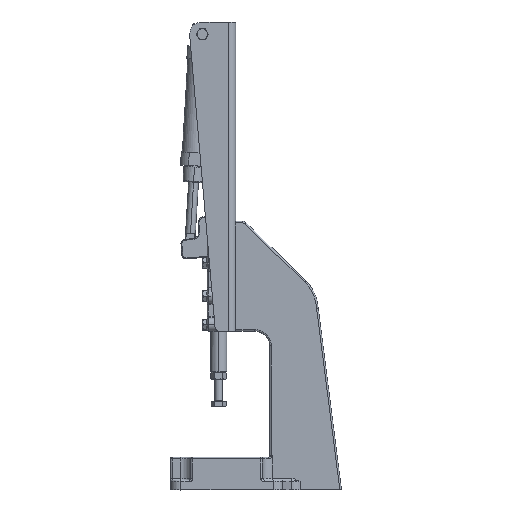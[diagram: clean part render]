
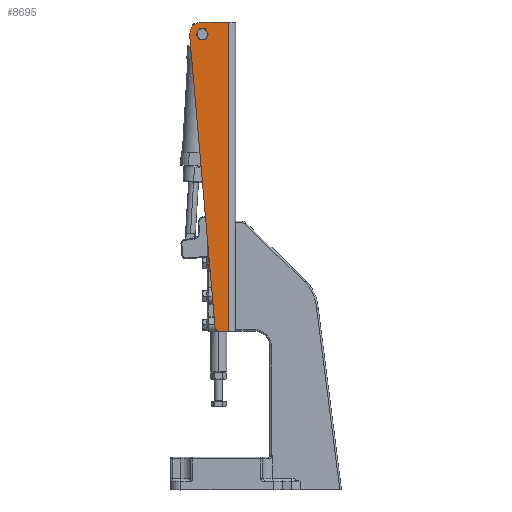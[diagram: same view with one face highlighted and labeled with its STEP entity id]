
A CAD part, top view. The second image highlights one B-rep face of the part: STEP entity #8695.
In plain terms, the highlighted planar face has unit normal (0, 0, 1).
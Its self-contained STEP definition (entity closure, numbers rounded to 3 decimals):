
#1106 = CIRCLE ( 'NONE', #51654, 5. ) ;
#1389 = EDGE_CURVE ( 'NONE', #25793, #52890, #8306, .T. ) ;
#2242 = ORIENTED_EDGE ( 'NONE', *, *, #26205, .F. ) ;
#3013 = DIRECTION ( 'NONE',  ( 0., 0., 1. ) ) ;
#3316 = ORIENTED_EDGE ( 'NONE', *, *, #29453, .F. ) ;
#3901 = VECTOR ( 'NONE', #38687, 1000. ) ;
#4612 = ORIENTED_EDGE ( 'NONE', *, *, #1389, .T. ) ;
#5593 = CARTESIAN_POINT ( 'NONE',  ( -67.5, 17.415, 38. ) ) ;
#6042 = CARTESIAN_POINT ( 'NONE',  ( 296.202, 53.585, 38. ) ) ;
#6224 = ORIENTED_EDGE ( 'NONE', *, *, #38440, .F. ) ;
#6830 = ORIENTED_EDGE ( 'NONE', *, *, #9872, .T. ) ;
#6881 = FACE_BOUND ( 'NONE', #23465, .T. ) ;
#8306 = CIRCLE ( 'NONE', #19569, 15. ) ;
#8695 = ADVANCED_FACE ( 'NONE', ( #38804, #6881 ), #41646, .T. ) ;
#9872 = EDGE_CURVE ( 'NONE', #26719, #22219, #1106, .T. ) ;
#9975 = CARTESIAN_POINT ( 'NONE',  ( -62.5, 17.415, 38. ) ) ;
#10277 = LINE ( 'NONE', #38326, #42264 ) ;
#12452 = CARTESIAN_POINT ( 'NONE',  ( -67.5, 6., 38. ) ) ;
#14127 = DIRECTION ( 'NONE',  ( 1., 0., 0. ) ) ;
#15443 = DIRECTION ( 'NONE',  ( 0., 0., 1. ) ) ;
#16591 = ORIENTED_EDGE ( 'NONE', *, *, #27246, .T. ) ;
#17559 = CIRCLE ( 'NONE', #37268, 6.5 ) ;
#18650 = ORIENTED_EDGE ( 'NONE', *, *, #18688, .T. ) ;
#18675 = VERTEX_POINT ( 'NONE', #38311 ) ;
#18688 = EDGE_CURVE ( 'NONE', #52890, #26719, #37104, .T. ) ;
#19569 = AXIS2_PLACEMENT_3D ( 'NONE', #27957, #3013, #32100 ) ;
#20445 = CARTESIAN_POINT ( 'NONE',  ( -67.5, 53.927, 38. ) ) ;
#20808 = DIRECTION ( 'NONE',  ( 0., -1., 0. ) ) ;
#20990 = DIRECTION ( 'NONE',  ( 0., -1., 0. ) ) ;
#22219 = VERTEX_POINT ( 'NONE', #5593 ) ;
#22380 = VECTOR ( 'NONE', #20990, 1000. ) ;
#22901 = CARTESIAN_POINT ( 'NONE',  ( 297.5, 38., 38. ) ) ;
#23465 = EDGE_LOOP ( 'NONE', ( #2242, #3316 ) ) ;
#24624 = VECTOR ( 'NONE', #42155, 1000. ) ;
#25793 = VERTEX_POINT ( 'NONE', #53434 ) ;
#26205 = EDGE_CURVE ( 'NONE', #32477, #18675, #17559, .T. ) ;
#26719 = VERTEX_POINT ( 'NONE', #27028 ) ;
#26763 = VERTEX_POINT ( 'NONE', #39811 ) ;
#27028 = CARTESIAN_POINT ( 'NONE',  ( -62.933, 22.397, 38. ) ) ;
#27086 = DIRECTION ( 'NONE',  ( 1., 0., 0. ) ) ;
#27246 = EDGE_CURVE ( 'NONE', #22219, #47416, #46879, .T. ) ;
#27957 = CARTESIAN_POINT ( 'NONE',  ( 297.5, 38.641, 38. ) ) ;
#29374 = CARTESIAN_POINT ( 'NONE',  ( 312.5, 22.32, 38. ) ) ;
#29453 = EDGE_CURVE ( 'NONE', #18675, #32477, #41299, .T. ) ;
#29885 = CARTESIAN_POINT ( 'NONE',  ( 116.635, 37.991, 38. ) ) ;
#30188 = CARTESIAN_POINT ( 'NONE',  ( 304., 38., 38. ) ) ;
#31795 = AXIS2_PLACEMENT_3D ( 'NONE', #40481, #15443, #44692 ) ;
#32100 = DIRECTION ( 'NONE',  ( 1., 0., 0. ) ) ;
#32477 = VERTEX_POINT ( 'NONE', #30188 ) ;
#33445 = LINE ( 'NONE', #29374, #22380 ) ;
#35182 = ORIENTED_EDGE ( 'NONE', *, *, #54105, .T. ) ;
#37104 = LINE ( 'NONE', #29885, #3901 ) ;
#37268 = AXIS2_PLACEMENT_3D ( 'NONE', #22901, #52108, #27086 ) ;
#37919 = CARTESIAN_POINT ( 'NONE',  ( -67.5, 11.708, 38. ) ) ;
#38311 = CARTESIAN_POINT ( 'NONE',  ( 291., 38., 38. ) ) ;
#38326 = CARTESIAN_POINT ( 'NONE',  ( 122.5, 6., 38. ) ) ;
#38440 = EDGE_CURVE ( 'NONE', #25793, #26763, #33445, .T. ) ;
#38687 = DIRECTION ( 'NONE',  ( -0.996, -0.087, 0. ) ) ;
#38804 = FACE_OUTER_BOUND ( 'NONE', #50814, .T. ) ;
#38998 = AXIS2_PLACEMENT_3D ( 'NONE', #20445, #45856, #20808 ) ;
#39134 = DIRECTION ( 'NONE',  ( 0., 0., 1. ) ) ;
#39811 = CARTESIAN_POINT ( 'NONE',  ( 312.5, 6., 38. ) ) ;
#40481 = CARTESIAN_POINT ( 'NONE',  ( 297.5, 38., 38. ) ) ;
#41299 = CIRCLE ( 'NONE', #31795, 6.5 ) ;
#41646 = PLANE ( 'NONE',  #38998 ) ;
#42155 = DIRECTION ( 'NONE',  ( 0., -1., 0. ) ) ;
#42264 = VECTOR ( 'NONE', #46771, 1000. ) ;
#44692 = DIRECTION ( 'NONE',  ( 1., 0., 0. ) ) ;
#45856 = DIRECTION ( 'NONE',  ( 0., 0., 1. ) ) ;
#46771 = DIRECTION ( 'NONE',  ( 1., 0., 0. ) ) ;
#46879 = LINE ( 'NONE', #37919, #24624 ) ;
#47416 = VERTEX_POINT ( 'NONE', #12452 ) ;
#50814 = EDGE_LOOP ( 'NONE', ( #16591, #35182, #6224, #4612, #18650, #6830 ) ) ;
#51654 = AXIS2_PLACEMENT_3D ( 'NONE', #9975, #39134, #14127 ) ;
#52108 = DIRECTION ( 'NONE',  ( 0., 0., 1. ) ) ;
#52890 = VERTEX_POINT ( 'NONE', #6042 ) ;
#53434 = CARTESIAN_POINT ( 'NONE',  ( 312.5, 38.641, 38. ) ) ;
#54105 = EDGE_CURVE ( 'NONE', #47416, #26763, #10277, .T. ) ;
